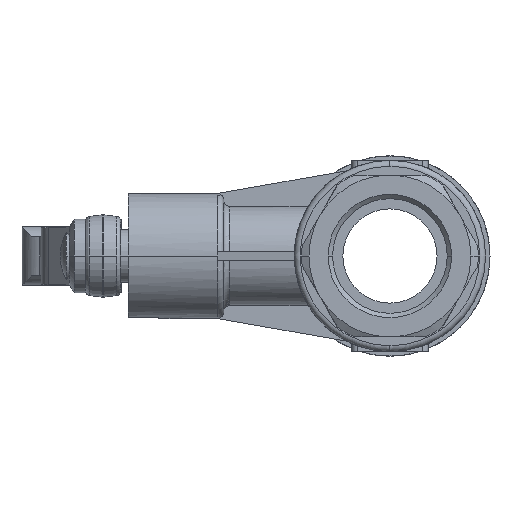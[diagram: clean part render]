
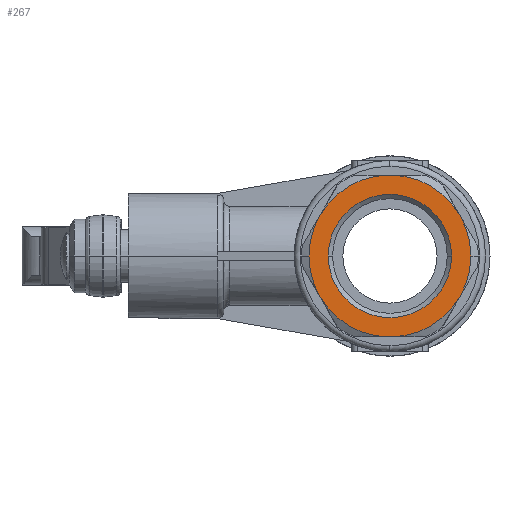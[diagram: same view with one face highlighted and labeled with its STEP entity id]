
A CAD part, left-side view. The second image highlights one B-rep face of the part: STEP entity #267.
In plain terms, the highlighted planar face has unit normal (-1, 0, 0).
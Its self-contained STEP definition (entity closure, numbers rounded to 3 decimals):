
#267=ADVANCED_FACE('',(#727,#728),#729,.T.);
#727=FACE_BOUND('',#1198,.T.);
#728=FACE_OUTER_BOUND('',#1199,.T.);
#729=PLANE('',#1200);
#1198=EDGE_LOOP('',(#2998,#2999));
#1199=EDGE_LOOP('',(#3000,#3001,#3002,#3003,#3004,#3005,#3006,#3007));
#1200=AXIS2_PLACEMENT_3D('',#3008,#3009,#3010);
#2998=ORIENTED_EDGE('',*,*,#3236,.T.);
#2999=ORIENTED_EDGE('',*,*,#3310,.T.);
#3000=ORIENTED_EDGE('',*,*,#3624,.F.);
#3001=ORIENTED_EDGE('',*,*,#3621,.F.);
#3002=ORIENTED_EDGE('',*,*,#3620,.F.);
#3003=ORIENTED_EDGE('',*,*,#3619,.F.);
#3004=ORIENTED_EDGE('',*,*,#3132,.F.);
#3005=ORIENTED_EDGE('',*,*,#3618,.F.);
#3006=ORIENTED_EDGE('',*,*,#3628,.F.);
#3007=ORIENTED_EDGE('',*,*,#3126,.F.);
#3008=CARTESIAN_POINT('',(-53.5,-11.908,0.0));
#3009=DIRECTION('',(-1.0,0.,0.0));
#3010=DIRECTION('',(0.,1.0,-0.0));
#3126=EDGE_CURVE('',#3755,#3758,#3759,.T.);
#3132=EDGE_CURVE('',#3768,#3764,#3770,.T.);
#3236=EDGE_CURVE('',#3962,#3964,#3966,.T.);
#3310=EDGE_CURVE('',#3964,#3962,#4088,.T.);
#3618=EDGE_CURVE('',#4565,#3768,#4567,.T.);
#3619=EDGE_CURVE('',#3764,#4532,#4568,.T.);
#3620=EDGE_CURVE('',#4532,#4518,#4569,.T.);
#3621=EDGE_CURVE('',#4518,#4570,#4571,.T.);
#3624=EDGE_CURVE('',#4570,#3755,#4574,.T.);
#3628=EDGE_CURVE('',#3758,#4565,#4578,.T.);
#3755=VERTEX_POINT('',#4781);
#3758=VERTEX_POINT('',#4785);
#3759=CIRCLE('',#4786,27.5);
#3764=VERTEX_POINT('',#4802);
#3768=VERTEX_POINT('',#4807);
#3770=CIRCLE('',#4820,27.5);
#3962=VERTEX_POINT('',#5274);
#3964=VERTEX_POINT('',#5277);
#3966=CIRCLE('',#5280,20.955);
#4088=CIRCLE('',#5453,20.955);
#4518=VERTEX_POINT('',#6706);
#4532=VERTEX_POINT('',#6746);
#4565=VERTEX_POINT('',#6819);
#4567=CIRCLE('',#6832,27.5);
#4568=CIRCLE('',#6833,27.5);
#4569=CIRCLE('',#6834,27.5);
#4570=VERTEX_POINT('',#6835);
#4571=CIRCLE('',#6836,27.5);
#4574=CIRCLE('',#6861,27.5);
#4578=CIRCLE('',#6888,27.5);
#4781=CARTESIAN_POINT('',(-53.5,-27.5,0.));
#4785=CARTESIAN_POINT('',(-53.5,-23.816,-13.75));
#4786=AXIS2_PLACEMENT_3D('',#7188,#7189,#7190);
#4802=CARTESIAN_POINT('',(-53.5,27.5,0.));
#4807=CARTESIAN_POINT('',(-53.5,23.816,-13.75));
#4820=AXIS2_PLACEMENT_3D('',#7198,#7199,#7200);
#5274=CARTESIAN_POINT('',(-53.5,20.955,0.0));
#5277=CARTESIAN_POINT('',(-53.5,-20.955,0.));
#5280=AXIS2_PLACEMENT_3D('',#7393,#7394,#7395);
#5453=AXIS2_PLACEMENT_3D('',#7513,#7514,#7515);
#6706=CARTESIAN_POINT('',(-53.5,0.,27.5));
#6746=CARTESIAN_POINT('',(-53.5,23.816,13.75));
#6819=CARTESIAN_POINT('',(-53.5,0.0,-27.5));
#6832=AXIS2_PLACEMENT_3D('',#7988,#7989,#7990);
#6833=AXIS2_PLACEMENT_3D('',#7991,#7992,#7993);
#6834=AXIS2_PLACEMENT_3D('',#7994,#7995,#7996);
#6835=CARTESIAN_POINT('',(-53.5,-23.816,13.75));
#6836=AXIS2_PLACEMENT_3D('',#7997,#7998,#7999);
#6861=AXIS2_PLACEMENT_3D('',#8000,#8001,#8002);
#6888=AXIS2_PLACEMENT_3D('',#8004,#8005,#8006);
#7188=CARTESIAN_POINT('',(-53.5,0.0,0.0));
#7189=DIRECTION('',(1.0,0.,0.0));
#7190=DIRECTION('',(0.,-1.0,0.0));
#7198=CARTESIAN_POINT('',(-53.5,0.0,0.0));
#7199=DIRECTION('',(1.0,0.,0.0));
#7200=DIRECTION('',(0.,-1.0,0.0));
#7393=CARTESIAN_POINT('',(-53.5,0.0,0.0));
#7394=DIRECTION('',(1.0,0.,-0.0));
#7395=DIRECTION('',(0.,1.0,0.0));
#7513=CARTESIAN_POINT('',(-53.5,0.0,0.0));
#7514=DIRECTION('',(1.0,0.,-0.0));
#7515=DIRECTION('',(0.,1.0,0.0));
#7988=CARTESIAN_POINT('',(-53.5,0.0,0.0));
#7989=DIRECTION('',(1.0,0.,0.0));
#7990=DIRECTION('',(0.,-1.0,0.0));
#7991=CARTESIAN_POINT('',(-53.5,0.0,0.0));
#7992=DIRECTION('',(1.0,0.,0.0));
#7993=DIRECTION('',(0.,-1.0,0.0));
#7994=CARTESIAN_POINT('',(-53.5,0.0,0.0));
#7995=DIRECTION('',(1.0,0.,0.0));
#7996=DIRECTION('',(0.,-1.0,0.0));
#7997=CARTESIAN_POINT('',(-53.5,0.0,0.0));
#7998=DIRECTION('',(1.0,0.,0.0));
#7999=DIRECTION('',(0.,-1.0,0.0));
#8000=CARTESIAN_POINT('',(-53.5,0.0,0.0));
#8001=DIRECTION('',(1.0,0.,0.0));
#8002=DIRECTION('',(0.,-1.0,0.0));
#8004=CARTESIAN_POINT('',(-53.5,0.0,0.0));
#8005=DIRECTION('',(1.0,0.,0.0));
#8006=DIRECTION('',(0.,-1.0,0.0));
